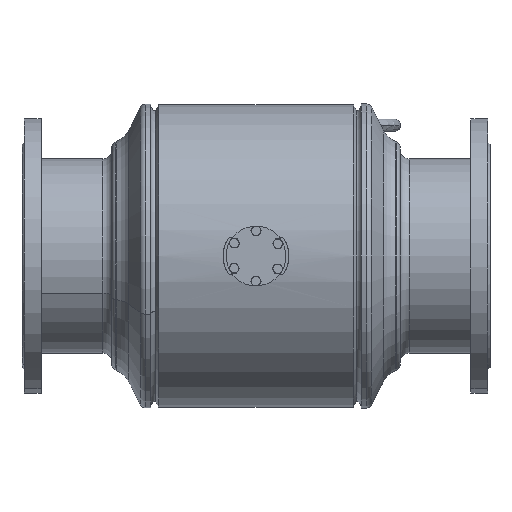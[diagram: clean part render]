
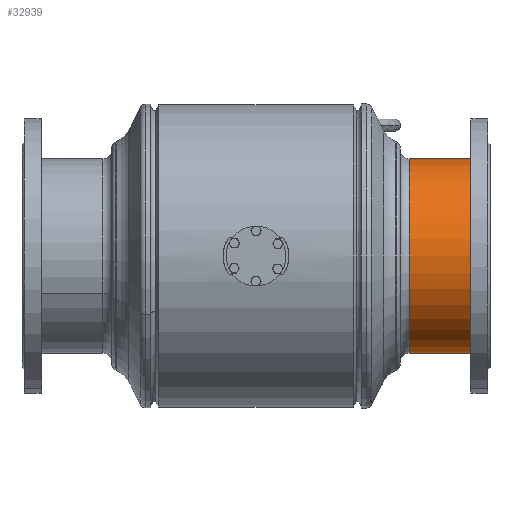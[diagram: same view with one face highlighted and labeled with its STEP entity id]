
A CAD part, front view. The second image highlights one B-rep face of the part: STEP entity #32939.
In plain terms, the highlighted cylindrical face has radius 162.5 mm (diameter 325 mm), a partial arc.
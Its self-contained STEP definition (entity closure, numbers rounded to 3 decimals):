
#136 = VERTEX_POINT ( 'NONE', #13072 ) ;
#1647 = EDGE_CURVE ( 'NONE', #136, #12824, #35464, .T. ) ;
#1942 = ORIENTED_EDGE ( 'NONE', *, *, #51010, .T. ) ;
#2485 = CARTESIAN_POINT ( 'NONE',  ( 0., 0., -162.5 ) ) ;
#2625 = AXIS2_PLACEMENT_3D ( 'NONE', #3244, #2981, #14554 ) ;
#2896 = VERTEX_POINT ( 'NONE', #27581 ) ;
#2981 = DIRECTION ( 'NONE',  ( -1., 0., 0. ) ) ;
#3244 = CARTESIAN_POINT ( 'NONE',  ( 215.799, 0., 0. ) ) ;
#4011 = CARTESIAN_POINT ( 'NONE',  ( 215.799, 0., -162.5 ) ) ;
#4560 = VECTOR ( 'NONE', #52139, 1000. ) ;
#5204 = ORIENTED_EDGE ( 'NONE', *, *, #12438, .T. ) ;
#6862 = DIRECTION ( 'NONE',  ( 0., 0., 1. ) ) ;
#7322 = LINE ( 'NONE', #2485, #14008 ) ;
#12438 = EDGE_CURVE ( 'NONE', #31431, #2896, #43857, .T. ) ;
#12824 = VERTEX_POINT ( 'NONE', #31904 ) ;
#13072 = CARTESIAN_POINT ( 'NONE',  ( 95., 0., -162.5 ) ) ;
#14008 = VECTOR ( 'NONE', #23739, 1000. ) ;
#14554 = DIRECTION ( 'NONE',  ( 0., 0., 1. ) ) ;
#19140 = AXIS2_PLACEMENT_3D ( 'NONE', #46912, #27020, #35050 ) ;
#19749 = DIRECTION ( 'NONE',  ( -1., 0., 0. ) ) ;
#23466 = AXIS2_PLACEMENT_3D ( 'NONE', #44003, #19749, #6862 ) ;
#23739 = DIRECTION ( 'NONE',  ( -1., 0., 0. ) ) ;
#26284 = FACE_OUTER_BOUND ( 'NONE', #40026, .T. ) ;
#27020 = DIRECTION ( 'NONE',  ( -1., 0., 0. ) ) ;
#27581 = CARTESIAN_POINT ( 'NONE',  ( 215.799, 0., 162.5 ) ) ;
#31215 = LINE ( 'NONE', #31472, #4560 ) ;
#31431 = VERTEX_POINT ( 'NONE', #4011 ) ;
#31472 = CARTESIAN_POINT ( 'NONE',  ( 0., 0., 162.5 ) ) ;
#31871 = CYLINDRICAL_SURFACE ( 'NONE', #23466, 162.5 ) ;
#31904 = CARTESIAN_POINT ( 'NONE',  ( 95., 0., 162.5 ) ) ;
#32939 = ADVANCED_FACE ( 'NONE', ( #26284 ), #31871, .T. ) ;
#33414 = EDGE_CURVE ( 'NONE', #31431, #136, #7322, .T. ) ;
#35050 = DIRECTION ( 'NONE',  ( 0., 0., 1. ) ) ;
#35464 = CIRCLE ( 'NONE', #19140, 162.5 ) ;
#40026 = EDGE_LOOP ( 'NONE', ( #48602, #5204, #1942, #46183 ) ) ;
#43857 = CIRCLE ( 'NONE', #2625, 162.5 ) ;
#44003 = CARTESIAN_POINT ( 'NONE',  ( 0., 0., 0. ) ) ;
#46183 = ORIENTED_EDGE ( 'NONE', *, *, #1647, .F. ) ;
#46912 = CARTESIAN_POINT ( 'NONE',  ( 95., 0., 0. ) ) ;
#48602 = ORIENTED_EDGE ( 'NONE', *, *, #33414, .F. ) ;
#51010 = EDGE_CURVE ( 'NONE', #2896, #12824, #31215, .T. ) ;
#52139 = DIRECTION ( 'NONE',  ( -1., 0., 0. ) ) ;
